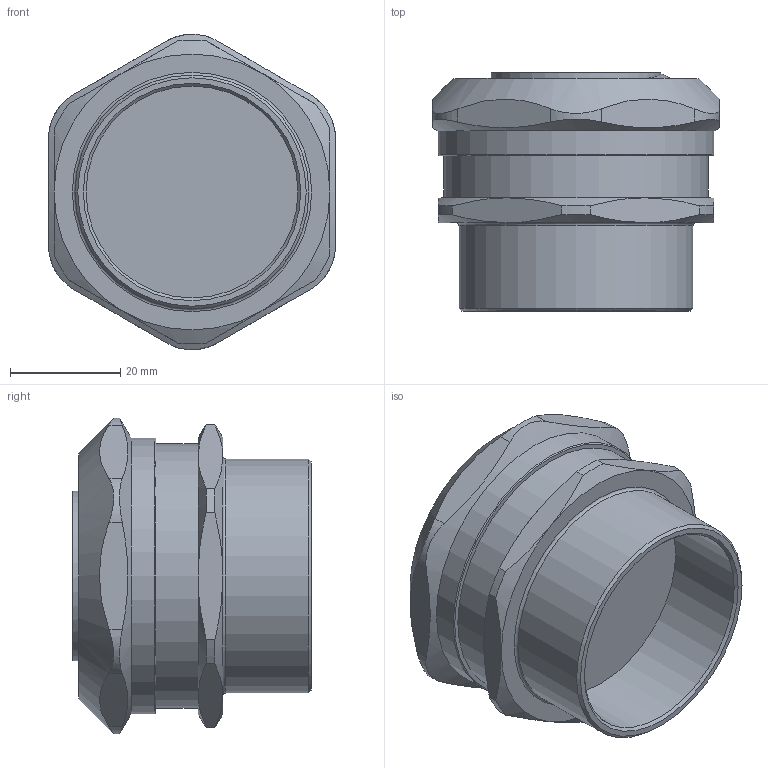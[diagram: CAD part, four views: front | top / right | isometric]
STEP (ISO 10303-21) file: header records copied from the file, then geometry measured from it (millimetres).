
FILE_DESCRIPTION(/* description */ (''),/* implementation_level */ '2;1');
FILE_NAME(/* name */ '',/* time_stamp */ '2025-06-27T13:45:52+07:00',/* author */ ('zeta-72'),/* organization */ (''),/* preprocessor_version */ 'ST-DEVELOPER v19.2',/* originating_system */ 'Autodesk Inventor 2024',/* authorisation */ '');
FILE_SCHEMA (('AUTOMOTIVE_DESIGN { 1 0 10303 214 3 1 1 }'));
Length unit declared in the file: millimetre
Products named in the file (1): Сборка МВВ-М4
0-МР32_Упростить_1
Bounding box: 52 x 43.2 x 57.2 mm (x, y, z)
Volume: 55892.8 mm3; surface area: 12957.6 mm2
Topology: 1 solids, 1 shells, 64 faces, 151 edges, 96 vertices
Faces by surface type: plane 21, cylinder 20, cone 17, torus 4, bspline 2
Full cylindrical faces by diameter (mm): 29.1 x1, 30.8 x1, 38.4 x1, 40.8 x1, 42.4 x1, 48 x1, 50 x1
Entity records: 2242 total; most frequent: CARTESIAN_POINT 749, ORIENTED_EDGE 302, DIRECTION 277, EDGE_CURVE 151, AXIS2_PLACEMENT_3D 121, VERTEX_POINT 96, EDGE_LOOP 71, FACE_OUTER_BOUND 64
